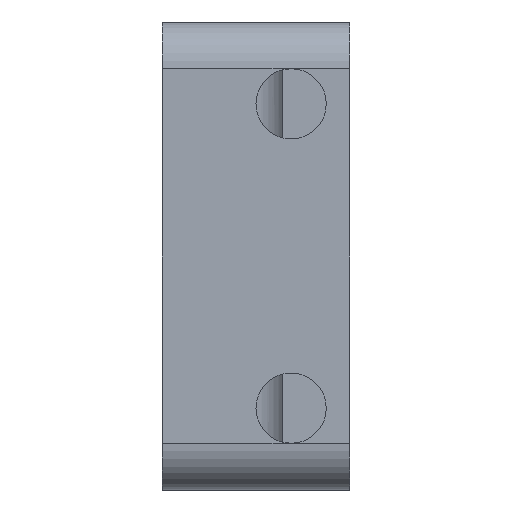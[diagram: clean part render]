
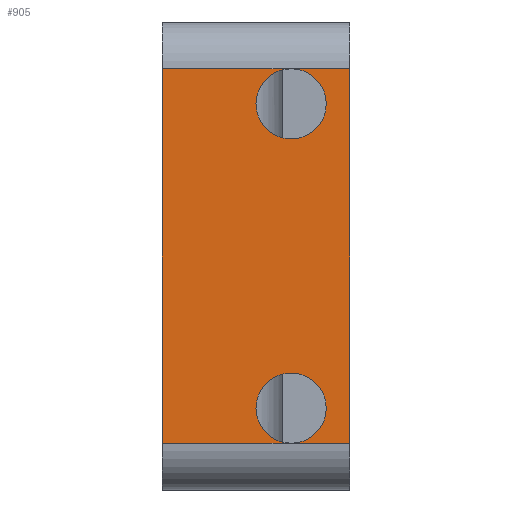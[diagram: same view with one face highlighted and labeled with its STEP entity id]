
A CAD part, left-side view. The second image highlights one B-rep face of the part: STEP entity #905.
In plain terms, the highlighted planar face has unit normal (-1, 0, 0).
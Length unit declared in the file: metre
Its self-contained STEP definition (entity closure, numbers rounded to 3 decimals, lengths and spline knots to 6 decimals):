
#16=CIRCLE('',#959,0.0015);
#18=CIRCLE('',#962,0.0015);
#80=ORIENTED_EDGE('',*,*,#348,.T.);
#81=ORIENTED_EDGE('',*,*,#349,.T.);
#82=ORIENTED_EDGE('',*,*,#344,.F.);
#83=ORIENTED_EDGE('',*,*,#350,.T.);
#84=ORIENTED_EDGE('',*,*,#351,.F.);
#85=ORIENTED_EDGE('',*,*,#352,.T.);
#86=ORIENTED_EDGE('',*,*,#346,.T.);
#87=ORIENTED_EDGE('',*,*,#353,.T.);
#344=EDGE_CURVE('',#478,#478,#16,.T.);
#346=EDGE_CURVE('',#480,#480,#18,.F.);
#348=EDGE_CURVE('',#482,#483,#568,.T.);
#349=EDGE_CURVE('',#483,#478,#569,.T.);
#350=EDGE_CURVE('',#478,#484,#570,.T.);
#351=EDGE_CURVE('',#485,#484,#571,.T.);
#352=EDGE_CURVE('',#485,#480,#572,.F.);
#353=EDGE_CURVE('',#480,#482,#573,.F.);
#478=VERTEX_POINT('',#1311);
#480=VERTEX_POINT('',#1316);
#482=VERTEX_POINT('',#1321);
#483=VERTEX_POINT('',#1322);
#484=VERTEX_POINT('',#1325);
#485=VERTEX_POINT('',#1327);
#568=LINE('',#1320,#664);
#569=LINE('',#1323,#665);
#570=LINE('',#1324,#666);
#571=LINE('',#1326,#667);
#572=LINE('',#1328,#668);
#573=LINE('',#1329,#669);
#664=VECTOR('',#1065,1.);
#665=VECTOR('',#1066,1.);
#666=VECTOR('',#1067,1.);
#667=VECTOR('',#1068,1.);
#668=VECTOR('',#1069,1.);
#669=VECTOR('',#1070,1.);
#755=EDGE_LOOP('',(#80,#81,#82,#83,#84,#85,#86,#87));
#817=FACE_BOUND('',#755,.T.);
#875=PLANE('',#964);
#905=ADVANCED_FACE('',(#817),#875,.T.);
#959=AXIS2_PLACEMENT_3D('',#1310,#1053,#1054);
#962=AXIS2_PLACEMENT_3D('',#1315,#1059,#1060);
#964=AXIS2_PLACEMENT_3D('',#1319,#1063,#1064);
#1053=DIRECTION('',(-1.,0.,0.));
#1054=DIRECTION('',(0.,-1.,0.));
#1059=DIRECTION('',(-1.,0.,0.));
#1060=DIRECTION('',(0.,-1.,0.));
#1063=DIRECTION('',(-1.,0.,0.));
#1064=DIRECTION('',(0.,-1.,0.));
#1065=DIRECTION('',(0.,0.,-1.));
#1066=DIRECTION('',(0.,-1.,0.));
#1067=DIRECTION('',(0.,-1.,0.));
#1068=DIRECTION('',(0.,0.,-1.));
#1069=DIRECTION('',(0.,-1.,0.));
#1070=DIRECTION('',(0.,-1.,0.));
#1310=CARTESIAN_POINT('',(-0.029575,0.022,-0.021819));
#1311=CARTESIAN_POINT('',(-0.029575,0.022,-0.023319));
#1315=CARTESIAN_POINT('',(-0.029575,0.022,-0.008819));
#1316=CARTESIAN_POINT('',(-0.029575,0.022,-0.007319));
#1319=CARTESIAN_POINT('',(-0.029575,0.0275,-0.015319));
#1320=CARTESIAN_POINT('',(-0.029575,0.0275,-0.015319));
#1321=CARTESIAN_POINT('',(-0.029575,0.0275,-0.007319));
#1322=CARTESIAN_POINT('',(-0.029575,0.0275,-0.023319));
#1323=CARTESIAN_POINT('',(-0.029575,0.0195,-0.023319));
#1324=CARTESIAN_POINT('',(-0.029575,0.0195,-0.023319));
#1325=CARTESIAN_POINT('',(-0.029575,0.0195,-0.023319));
#1326=CARTESIAN_POINT('',(-0.029575,0.0195,-0.015319));
#1327=CARTESIAN_POINT('',(-0.029575,0.0195,-0.007319));
#1328=CARTESIAN_POINT('',(-0.029575,0.0275,-0.007319));
#1329=CARTESIAN_POINT('',(-0.029575,0.0275,-0.007319));
